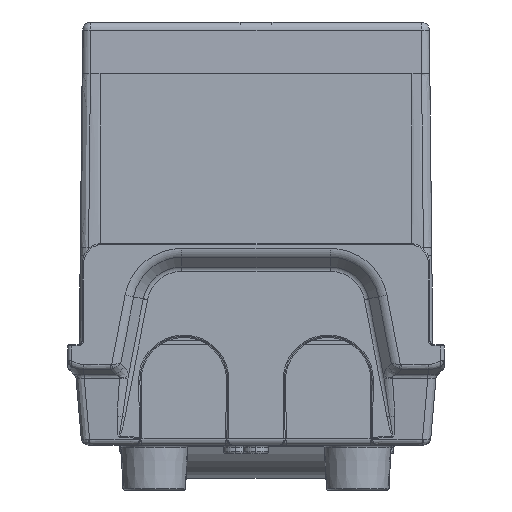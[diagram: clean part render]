
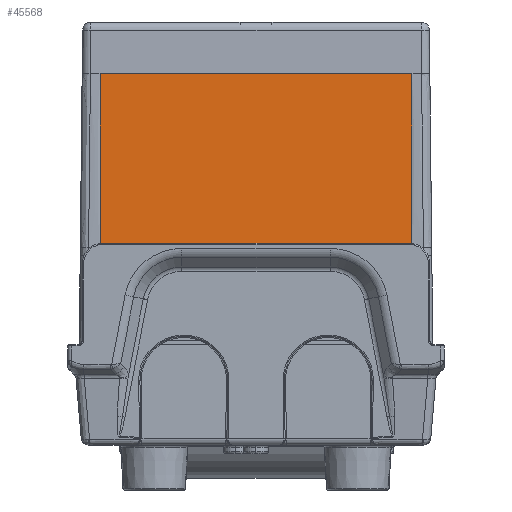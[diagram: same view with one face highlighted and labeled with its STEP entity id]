
A CAD part, left-side view. The second image highlights one B-rep face of the part: STEP entity #45568.
In plain terms, the highlighted cylindrical face has radius 2000 mm (diameter 4000 mm), a partial arc.
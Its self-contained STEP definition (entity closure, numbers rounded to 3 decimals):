
#45560=AXIS2_PLACEMENT_3D('Cylinder Axis2P3D',#45557,#45558,#45559) ;
#44289=CARTESIAN_POINT('Vertex',(-172.7,-37.59,47.638)) ;
#44292=CARTESIAN_POINT('Line Origine',(-172.7,0.,47.638)) ;
#44296=CARTESIAN_POINT('Vertex',(-172.7,37.59,47.638)) ;
#44587=CARTESIAN_POINT('Vertex',(-172.261,-37.59,89.522)) ;
#44591=CARTESIAN_POINT('Control Point',(-172.7,-37.59,47.638)) ;
#44592=CARTESIAN_POINT('Control Point',(-172.7,-37.59,61.6)) ;
#44593=CARTESIAN_POINT('Control Point',(-172.554,-37.59,75.563)) ;
#44594=CARTESIAN_POINT('Control Point',(-172.261,-37.59,89.522)) ;
#44679=CARTESIAN_POINT('Vertex',(-172.261,37.59,89.522)) ;
#44682=CARTESIAN_POINT('Line Origine',(-172.261,0.,89.522)) ;
#45545=CARTESIAN_POINT('Control Point',(-172.7,37.59,47.638)) ;
#45546=CARTESIAN_POINT('Control Point',(-172.7,37.59,61.6)) ;
#45547=CARTESIAN_POINT('Control Point',(-172.554,37.59,75.563)) ;
#45548=CARTESIAN_POINT('Control Point',(-172.261,37.59,89.522)) ;
#45557=CARTESIAN_POINT('Axis2P3D Location',(1827.3,0.,47.638)) ;
#44293=DIRECTION('Vector Direction',(0.,1.,0.)) ;
#44683=DIRECTION('Vector Direction',(0.,1.,0.)) ;
#45558=DIRECTION('Axis2P3D Direction',(0.,1.,0.)) ;
#45559=DIRECTION('Axis2P3D XDirection',(-1.,0.,0.)) ;
#44294=VECTOR('Line Direction',#44293,1.) ;
#44684=VECTOR('Line Direction',#44683,1.) ;
#45563=ORIENTED_EDGE('',*,*,#45549,.T.) ;
#45564=ORIENTED_EDGE('',*,*,#44298,.T.) ;
#45565=ORIENTED_EDGE('',*,*,#44595,.F.) ;
#45566=ORIENTED_EDGE('',*,*,#44686,.F.) ;
#45568=ADVANCED_FACE('Body.9',(#45567),#45561,.T.) ;
#44590=B_SPLINE_CURVE_WITH_KNOTS('',3,(#44591,#44592,#44593,#44594),.UNSPECIFIED.,.F.,.U.,(4,4),(0.,2000.),.UNSPECIFIED.) ;
#45544=B_SPLINE_CURVE_WITH_KNOTS('',3,(#45545,#45546,#45547,#45548),.UNSPECIFIED.,.F.,.U.,(4,4),(0.,2000.),.UNSPECIFIED.) ;
#45561=CYLINDRICAL_SURFACE('generated cylinder',#45560,2000.) ;
#44298=EDGE_CURVE('',#44297,#44290,#44295,.F.) ;
#44595=EDGE_CURVE('',#44588,#44290,#44590,.F.) ;
#44686=EDGE_CURVE('',#44680,#44588,#44685,.F.) ;
#45549=EDGE_CURVE('',#44680,#44297,#45544,.F.) ;
#45562=EDGE_LOOP('',(#45563,#45564,#45565,#45566)) ;
#45567=FACE_OUTER_BOUND('',#45562,.T.) ;
#44295=LINE('Line',#44292,#44294) ;
#44685=LINE('Line',#44682,#44684) ;
#44290=VERTEX_POINT('',#44289) ;
#44297=VERTEX_POINT('',#44296) ;
#44588=VERTEX_POINT('',#44587) ;
#44680=VERTEX_POINT('',#44679) ;
